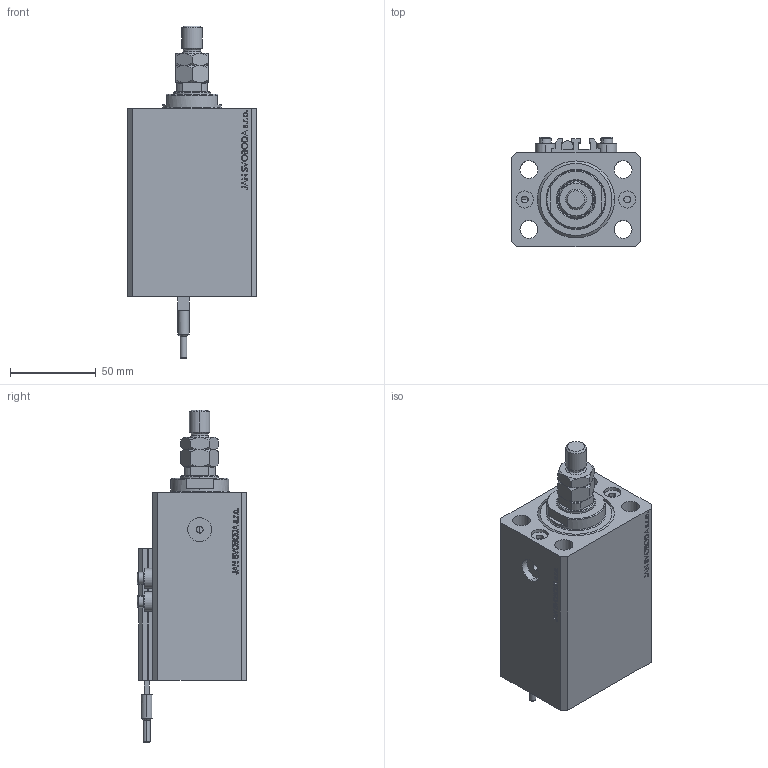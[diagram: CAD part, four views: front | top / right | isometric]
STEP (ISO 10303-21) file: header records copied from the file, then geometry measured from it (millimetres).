
FILE_DESCRIPTION (( 'STEP AP203' ), '1' );
FILE_NAME ('2291.STEP', '2021-03-16T18:29:50', ( '' ), ( '' ), 'SwSTEP 2.0', 'SolidWorks 2019', '' );
FILE_SCHEMA (( 'CONFIG_CONTROL_DESIGN' ));
Length unit declared in the file: millimetre
Products named in the file (7): ALLEN BOLT V250CE 2b33ad6e9491f519ba42101852ace80b; MTA 2b33ad6e9491f519ba42101852ace80b; V250CE_VC_C 2b33ad6e9491f519ba42101852ace80b; 2291; SWITCH_V250CE; V250CE_C 2b33ad6e9491f519ba42101852ace80b; V250CE_C_VCP 2b33ad6e9491f519ba42101852ace80b
Assembly tree (9 placements, depth 2):
  2291
    V250CE_C 2b33ad6e9491f519ba42101852ace80b
    ALLEN BOLT V250CE 2b33ad6e9491f519ba42101852ace80b  x4
    V250CE_C_VCP 2b33ad6e9491f519ba42101852ace80b
    V250CE_VC_C 2b33ad6e9491f519ba42101852ace80b
    MTA 2b33ad6e9491f519ba42101852ace80b
    SWITCH_V250CE
Bounding box: 75 x 64 x 193.9 mm (x, y, z)
Volume: 417629.7 mm3; surface area: 97465.5 mm2
Topology: 10 solids, 10 shells, 1108 faces, 2757 edges, 1787 vertices
Faces by surface type: plane 534, bspline 374, cylinder 96, cone 86, torus 18
Entity records: 49609 total; most frequent: CARTESIAN_POINT 26527, ORIENTED_EDGE 5204, DIRECTION 3346, EDGE_CURVE 2602, VERTEX_POINT 1703, LINE 1538, VECTOR 1538, EDGE_LOOP 1157
